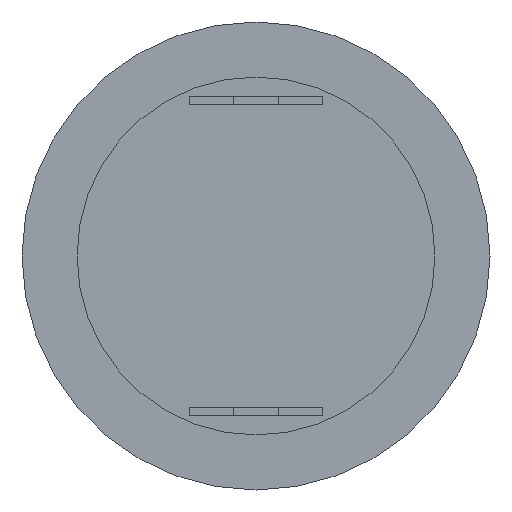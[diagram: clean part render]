
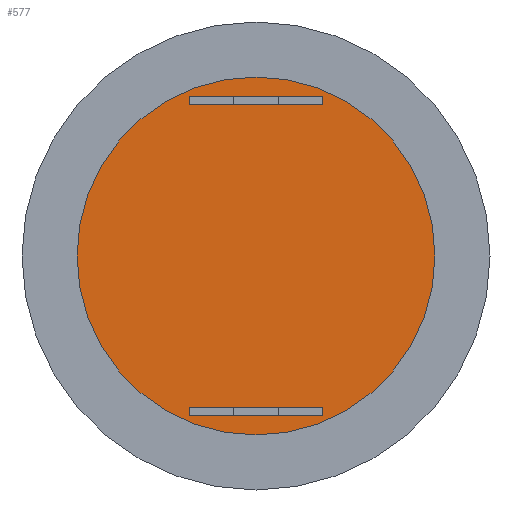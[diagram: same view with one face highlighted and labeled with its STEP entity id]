
A CAD part, front view. The second image highlights one B-rep face of the part: STEP entity #577.
In plain terms, the highlighted planar face has unit normal (0, -1, 0).
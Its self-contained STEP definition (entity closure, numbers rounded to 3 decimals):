
#25=CIRCLE('',#629,32.5);
#45=ORIENTED_EDGE('',*,*,#198,.T.);
#46=ORIENTED_EDGE('',*,*,#199,.T.);
#47=ORIENTED_EDGE('',*,*,#200,.T.);
#48=ORIENTED_EDGE('',*,*,#201,.T.);
#49=ORIENTED_EDGE('',*,*,#202,.T.);
#50=ORIENTED_EDGE('',*,*,#203,.T.);
#51=ORIENTED_EDGE('',*,*,#204,.T.);
#52=ORIENTED_EDGE('',*,*,#205,.T.);
#53=ORIENTED_EDGE('',*,*,#206,.F.);
#198=EDGE_CURVE('',#276,#277,#325,.T.);
#199=EDGE_CURVE('',#277,#278,#326,.T.);
#200=EDGE_CURVE('',#278,#279,#327,.T.);
#201=EDGE_CURVE('',#279,#276,#328,.T.);
#202=EDGE_CURVE('',#280,#281,#329,.T.);
#203=EDGE_CURVE('',#281,#282,#330,.T.);
#204=EDGE_CURVE('',#282,#283,#331,.T.);
#205=EDGE_CURVE('',#283,#280,#332,.T.);
#206=EDGE_CURVE('',#284,#284,#25,.T.);
#276=VERTEX_POINT('',#843);
#277=VERTEX_POINT('',#844);
#278=VERTEX_POINT('',#846);
#279=VERTEX_POINT('',#848);
#280=VERTEX_POINT('',#851);
#281=VERTEX_POINT('',#852);
#282=VERTEX_POINT('',#854);
#283=VERTEX_POINT('',#856);
#284=VERTEX_POINT('',#859);
#325=LINE('',#842,#397);
#326=LINE('',#845,#398);
#327=LINE('',#847,#399);
#328=LINE('',#849,#400);
#329=LINE('',#850,#401);
#330=LINE('',#853,#402);
#331=LINE('',#855,#403);
#332=LINE('',#857,#404);
#397=VECTOR('',#690,1000.);
#398=VECTOR('',#691,1000.);
#399=VECTOR('',#692,1000.);
#400=VECTOR('',#693,1000.);
#401=VECTOR('',#694,1000.);
#402=VECTOR('',#695,1000.);
#403=VECTOR('',#696,1000.);
#404=VECTOR('',#697,1000.);
#471=EDGE_LOOP('',(#45,#46,#47,#48));
#472=EDGE_LOOP('',(#49,#50,#51,#52));
#473=EDGE_LOOP('',(#53));
#511=FACE_BOUND('',#471,.T.);
#512=FACE_BOUND('',#472,.T.);
#513=FACE_BOUND('',#473,.T.);
#545=PLANE('',#628);
#577=ADVANCED_FACE('',(#511,#512,#513),#545,.F.);
#628=AXIS2_PLACEMENT_3D('',#841,#688,#689);
#629=AXIS2_PLACEMENT_3D('',#858,#698,#699);
#688=DIRECTION('',(0.,1.,0.));
#689=DIRECTION('',(0.,0.,1.));
#690=DIRECTION('',(1.,0.,0.));
#691=DIRECTION('',(0.,0.,-1.));
#692=DIRECTION('',(-1.,0.,0.));
#693=DIRECTION('',(0.,0.,1.));
#694=DIRECTION('',(-1.,0.,0.));
#695=DIRECTION('',(0.,0.,1.));
#696=DIRECTION('',(1.,0.,0.));
#697=DIRECTION('',(0.,0.,-1.));
#698=DIRECTION('',(0.,1.,0.));
#699=DIRECTION('',(1.,0.,0.));
#841=CARTESIAN_POINT('',(0.,-19.5,0.));
#842=CARTESIAN_POINT('',(-12.,-19.5,-27.5));
#843=CARTESIAN_POINT('',(-12.,-19.5,-27.5));
#844=CARTESIAN_POINT('',(12.,-19.5,-27.5));
#845=CARTESIAN_POINT('',(12.,-19.5,-27.5));
#846=CARTESIAN_POINT('',(12.,-19.5,-29.));
#847=CARTESIAN_POINT('',(12.,-19.5,-29.));
#848=CARTESIAN_POINT('',(-12.,-19.5,-29.));
#849=CARTESIAN_POINT('',(-12.,-19.5,-29.));
#850=CARTESIAN_POINT('',(12.,-19.5,27.5));
#851=CARTESIAN_POINT('',(12.,-19.5,27.5));
#852=CARTESIAN_POINT('',(-12.,-19.5,27.5));
#853=CARTESIAN_POINT('',(-12.,-19.5,27.5));
#854=CARTESIAN_POINT('',(-12.,-19.5,29.));
#855=CARTESIAN_POINT('',(-12.,-19.5,29.));
#856=CARTESIAN_POINT('',(12.,-19.5,29.));
#857=CARTESIAN_POINT('',(12.,-19.5,29.));
#858=CARTESIAN_POINT('',(0.,-19.5,0.));
#859=CARTESIAN_POINT('',(32.5,-19.5,0.));
